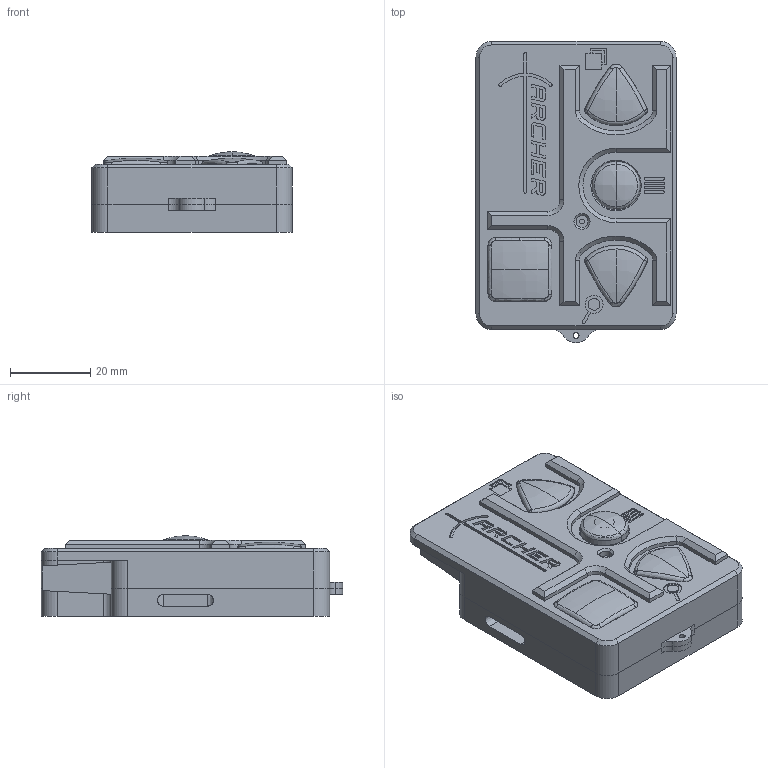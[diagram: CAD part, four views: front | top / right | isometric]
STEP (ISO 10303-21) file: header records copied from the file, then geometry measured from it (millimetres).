
FILE_DESCRIPTION((''),'2;1');
FILE_NAME('PL100000_ASM','2024-03-05T10:04:36',('Vlad'),(''),'CREO PARAMETRIC BY PTC INC, 2021424','CREO PARAMETRIC BY PTC INC, 2021424','');
FILE_SCHEMA(('AUTOMOTIVE_DESIGN { 1 0 10303 214 1 1 1 1 }'));
Length unit declared in the file: millimetre
Products named in the file (9): PL101000; PL109001; PL102000; CABLE_GLAND; PUSH_BUT_HOUSING_S; SEALING_TRIANGLE; SEALING_CIRCLE; SEALING_SQUARE; PL100000_ASM
Assembly tree (12 placements, depth 2):
  PL100000_ASM
    PL101000
    PL109001
    PL102000
    CABLE_GLAND
    PUSH_BUT_HOUSING_S  x4
    SEALING_TRIANGLE  x2
    SEALING_CIRCLE
    SEALING_SQUARE
Bounding box: 50 x 75.25 x 20.1 mm (x, y, z)
Volume: 40781.8 mm3; surface area: 31906.7 mm2
Topology: 12 solids, 12 shells, 855 faces, 2262 edges, 1513 vertices
Faces by surface type: bspline 855
Entity records: 41269 total; most frequent: CARTESIAN_POINT 12382, ORIENTED_EDGE 4006, DIRECTION 3257, EDGE_CURVE 2003, PRESENTATION_STYLE_ASSIGNMENT 2002, STYLED_ITEM 2002, CURVE_STYLE 1476, VECTOR 1436
